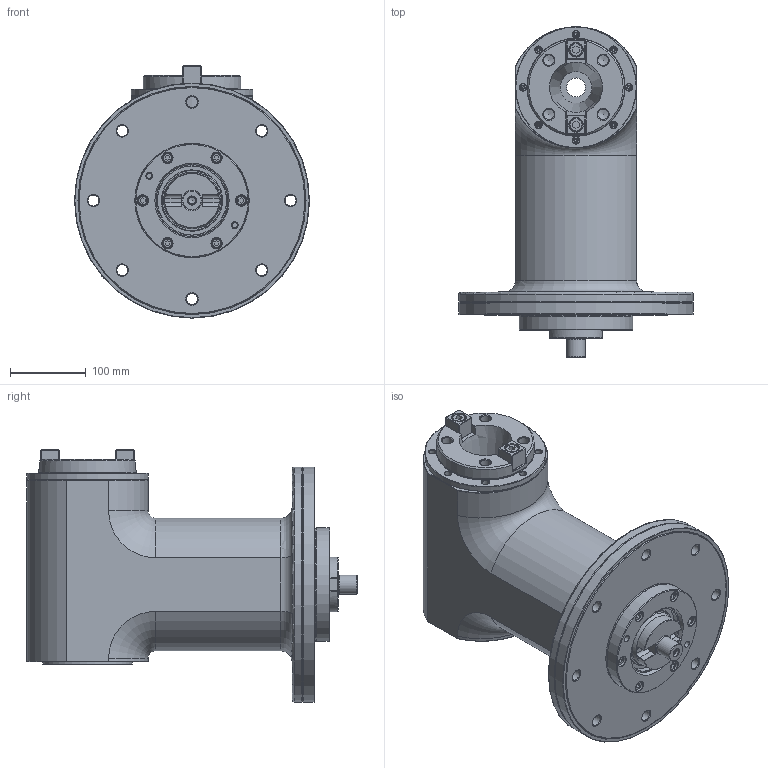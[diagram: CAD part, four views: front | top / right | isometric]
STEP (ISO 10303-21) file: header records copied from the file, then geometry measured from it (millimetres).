
FILE_DESCRIPTION(/* description */ (''),/* implementation_level */ '2;1');
FILE_NAME(/* name */ '9.G90.S5001.stp',/* time_stamp */ '2024-02-16T08:46:17-05:00',/* author */ ('jkrenzer'),/* organization */ (''),/* preprocessor_version */ 'ST-DEVELOPER v18.1',/* originating_system */ 'Autodesk Inventor 2022',/* authorisation */ '');
FILE_SCHEMA (('AUTOMOTIVE_DESIGN { 1 0 10303 214 3 1 1 }'));
Products named in the file (2): 9.G90.S5001; 9_G90_S5001
Assembly tree (1 placements, depth 2):
  9.G90.S5001
    9_G90_S5001
Bounding box: 310 x 436 x 332.51 mm (x, y, z)
Volume: 10660900.3 mm3; surface area: 872250.4 mm2
Topology: 2 solids, 3 shells, 641 faces, 1500 edges, 966 vertices
Faces by surface type: plane 266, cylinder 188, cone 168, torus 15, bspline 4
Full cylindrical faces by diameter (mm): 2.5 x2, 4.2 x19, 5 x1, 5.5 x8, 6.8 x2, 8 x6, 8.5 x7, 8.8 x1, 9 x10, 11 x1, 12 x1, 13 x7, 14 x12, 14.5 x8, 18 x2, 19 x2, 20 x2, 23 x8, 25 x2, 35 x1, 40 x1, 42 x2, 50.5 x1, 52 x1, 54 x1, 55 x1, 56 x1, 60 x1, 69 x1, 70 x2
Entity records: 22401 total; most frequent: CARTESIAN_POINT 7159, DIRECTION 3312, ORIENTED_EDGE 2968, EDGE_CURVE 1484, AXIS2_PLACEMENT_3D 1282, VERTEX_POINT 966, EDGE_LOOP 830, LINE 748
